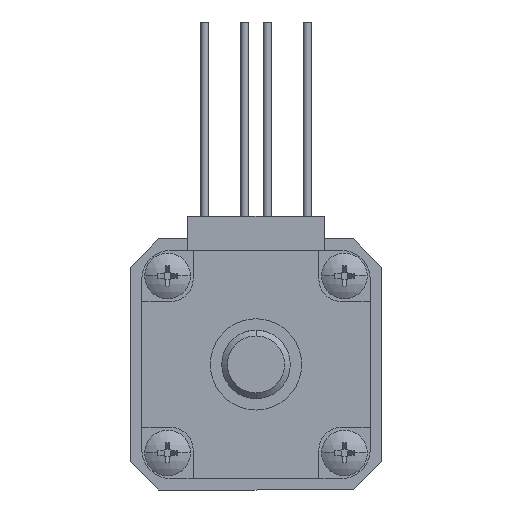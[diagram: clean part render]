
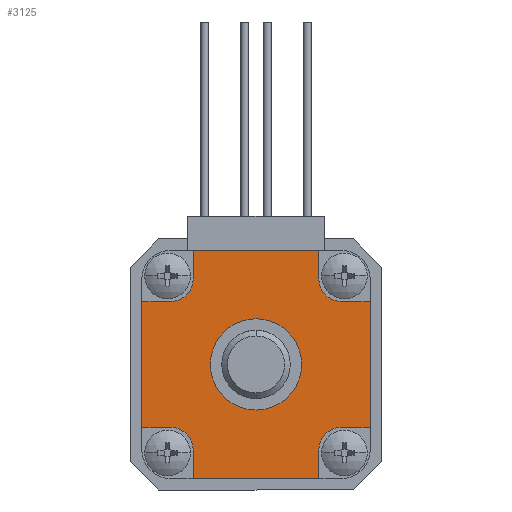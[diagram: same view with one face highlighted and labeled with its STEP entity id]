
A CAD part, front view. The second image highlights one B-rep face of the part: STEP entity #3125.
In plain terms, the highlighted planar face has unit normal (0, -1, 0).
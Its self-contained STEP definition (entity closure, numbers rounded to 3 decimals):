
#118 = DIRECTION ( 'NONE',  ( 0., 1., 0. ) ) ;
#144 = CARTESIAN_POINT ( 'NONE',  ( 10., 0., -5.5 ) ) ;
#209 = ORIENTED_EDGE ( 'NONE', *, *, #14100, .T. ) ;
#240 = EDGE_CURVE ( 'NONE', #14074, #3081, #6666, .T. ) ;
#551 = VERTEX_POINT ( 'NONE', #2926 ) ;
#568 = CARTESIAN_POINT ( 'NONE',  ( -7.5, 0., 7.5 ) ) ;
#777 = VECTOR ( 'NONE', #11983, 1000. ) ;
#928 = CARTESIAN_POINT ( 'NONE',  ( -10., 0., 7.5 ) ) ;
#960 = CARTESIAN_POINT ( 'NONE',  ( 0., 0., 4. ) ) ;
#984 = CARTESIAN_POINT ( 'NONE',  ( 5.5, 0., -7.5 ) ) ;
#1180 = AXIS2_PLACEMENT_3D ( 'NONE', #2073, #3160, #6297 ) ;
#1225 = EDGE_CURVE ( 'NONE', #4627, #4097, #15218, .T. ) ;
#1289 = VECTOR ( 'NONE', #18538, 1000. ) ;
#1299 = LINE ( 'NONE', #16571, #11886 ) ;
#1436 = VERTEX_POINT ( 'NONE', #4422 ) ;
#1502 = ORIENTED_EDGE ( 'NONE', *, *, #18213, .T. ) ;
#1808 = AXIS2_PLACEMENT_3D ( 'NONE', #1879, #118, #10658 ) ;
#1879 = CARTESIAN_POINT ( 'NONE',  ( 7.5, 0., 7.5 ) ) ;
#1936 = DIRECTION ( 'NONE',  ( 0., 0., -1. ) ) ;
#2073 = CARTESIAN_POINT ( 'NONE',  ( 0., 0., 0. ) ) ;
#2167 = DIRECTION ( 'NONE',  ( 0., 0., 1. ) ) ;
#2223 = FACE_BOUND ( 'NONE', #14309, .T. ) ;
#2382 = CARTESIAN_POINT ( 'NONE',  ( 5.5, 0., 10. ) ) ;
#2445 = LINE ( 'NONE', #18909, #14093 ) ;
#2785 = CARTESIAN_POINT ( 'NONE',  ( -7.5, 0., 7.5 ) ) ;
#2873 = CARTESIAN_POINT ( 'NONE',  ( -10., 0., -5.5 ) ) ;
#2926 = CARTESIAN_POINT ( 'NONE',  ( -7.5, 0., -5.5 ) ) ;
#3081 = VERTEX_POINT ( 'NONE', #15729 ) ;
#3125 = ADVANCED_FACE ( 'NONE', ( #2223, #8026 ), #14053, .F. ) ;
#3160 = DIRECTION ( 'NONE',  ( 0., 1., 0. ) ) ;
#3289 = CARTESIAN_POINT ( 'NONE',  ( 5.5, 0., -10. ) ) ;
#3536 = ORIENTED_EDGE ( 'NONE', *, *, #17130, .T. ) ;
#3690 = AXIS2_PLACEMENT_3D ( 'NONE', #4512, #10247, #17657 ) ;
#3948 = VERTEX_POINT ( 'NONE', #15391 ) ;
#4097 = VERTEX_POINT ( 'NONE', #14198 ) ;
#4422 = CARTESIAN_POINT ( 'NONE',  ( 7.5, 0., 5.5 ) ) ;
#4512 = CARTESIAN_POINT ( 'NONE',  ( -7.5, 0., -7.5 ) ) ;
#4549 = EDGE_CURVE ( 'NONE', #18118, #551, #18444, .T. ) ;
#4562 = VERTEX_POINT ( 'NONE', #5099 ) ;
#4622 = VECTOR ( 'NONE', #1936, 1000. ) ;
#4627 = VERTEX_POINT ( 'NONE', #984 ) ;
#4916 = CARTESIAN_POINT ( 'NONE',  ( 0., 0., 0. ) ) ;
#4940 = DIRECTION ( 'NONE',  ( 1., 0., 0. ) ) ;
#4952 = LINE ( 'NONE', #12457, #8529 ) ;
#5099 = CARTESIAN_POINT ( 'NONE',  ( 10., 0., -5.5 ) ) ;
#5275 = CARTESIAN_POINT ( 'NONE',  ( 0., 0., -4. ) ) ;
#5289 = VERTEX_POINT ( 'NONE', #2382 ) ;
#5386 = VERTEX_POINT ( 'NONE', #13846 ) ;
#5475 = VECTOR ( 'NONE', #4940, 1000. ) ;
#5518 = ORIENTED_EDGE ( 'NONE', *, *, #18609, .T. ) ;
#5984 = CARTESIAN_POINT ( 'NONE',  ( 5.5, 0., 7.5 ) ) ;
#6009 = DIRECTION ( 'NONE',  ( 0., 0., 1. ) ) ;
#6067 = CIRCLE ( 'NONE', #7638, 2. ) ;
#6125 = EDGE_CURVE ( 'NONE', #14074, #4627, #14358, .T. ) ;
#6297 = DIRECTION ( 'NONE',  ( 0., 0., 1. ) ) ;
#6314 = CARTESIAN_POINT ( 'NONE',  ( -5.5, 0., 7.5 ) ) ;
#6586 = DIRECTION ( 'NONE',  ( 0., 1., 0. ) ) ;
#6666 = LINE ( 'NONE', #8043, #6790 ) ;
#6676 = DIRECTION ( 'NONE',  ( 1., 0., 0. ) ) ;
#6767 = DIRECTION ( 'NONE',  ( -1., 0., 0. ) ) ;
#6790 = VECTOR ( 'NONE', #6767, 1000. ) ;
#6999 = VERTEX_POINT ( 'NONE', #6314 ) ;
#7042 = VERTEX_POINT ( 'NONE', #14503 ) ;
#7116 = LINE ( 'NONE', #928, #14527 ) ;
#7528 = EDGE_LOOP ( 'NONE', ( #12563, #11118, #13822, #13695, #18972, #3536, #7649, #12543, #13187, #9889, #18943, #17757, #209, #16496, #5518, #8748 ) ) ;
#7630 = LINE ( 'NONE', #10402, #777 ) ;
#7638 = AXIS2_PLACEMENT_3D ( 'NONE', #2785, #15095, #6009 ) ;
#7646 = AXIS2_PLACEMENT_3D ( 'NONE', #11442, #14685, #10256 ) ;
#7649 = ORIENTED_EDGE ( 'NONE', *, *, #8151, .T. ) ;
#7781 = LINE ( 'NONE', #18356, #10119 ) ;
#8026 = FACE_OUTER_BOUND ( 'NONE', #7528, .T. ) ;
#8043 = CARTESIAN_POINT ( 'NONE',  ( -7.5, 0., -10. ) ) ;
#8098 = CARTESIAN_POINT ( 'NONE',  ( -10., 0., 5.5 ) ) ;
#8151 = EDGE_CURVE ( 'NONE', #10973, #3081, #7781, .T. ) ;
#8438 = VERTEX_POINT ( 'NONE', #5984 ) ;
#8481 = CIRCLE ( 'NONE', #16386, 4. ) ;
#8529 = VECTOR ( 'NONE', #17191, 1000. ) ;
#8748 = ORIENTED_EDGE ( 'NONE', *, *, #15024, .F. ) ;
#9045 = AXIS2_PLACEMENT_3D ( 'NONE', #568, #11108, #9802 ) ;
#9418 = CARTESIAN_POINT ( 'NONE',  ( 5.5, 0., -7.5 ) ) ;
#9802 = DIRECTION ( 'NONE',  ( 0., 0., 1. ) ) ;
#9856 = VECTOR ( 'NONE', #6676, 1000. ) ;
#9889 = ORIENTED_EDGE ( 'NONE', *, *, #1225, .T. ) ;
#10119 = VECTOR ( 'NONE', #15678, 1000. ) ;
#10247 = DIRECTION ( 'NONE',  ( 0., 1., 0. ) ) ;
#10256 = DIRECTION ( 'NONE',  ( 0., 0., 1. ) ) ;
#10402 = CARTESIAN_POINT ( 'NONE',  ( -7.5, 0., 10. ) ) ;
#10658 = DIRECTION ( 'NONE',  ( 0., 0., -1. ) ) ;
#10851 = EDGE_CURVE ( 'NONE', #7042, #6999, #13886, .T. ) ;
#10973 = VERTEX_POINT ( 'NONE', #13197 ) ;
#11108 = DIRECTION ( 'NONE',  ( 0., 1., 0. ) ) ;
#11118 = ORIENTED_EDGE ( 'NONE', *, *, #16732, .T. ) ;
#11442 = CARTESIAN_POINT ( 'NONE',  ( 7.5, 0., -7.5 ) ) ;
#11570 = CIRCLE ( 'NONE', #1180, 4. ) ;
#11588 = EDGE_CURVE ( 'NONE', #16030, #15961, #8481, .T. ) ;
#11752 = DIRECTION ( 'NONE',  ( -1., 0., 0. ) ) ;
#11886 = VECTOR ( 'NONE', #11752, 1000. ) ;
#11983 = DIRECTION ( 'NONE',  ( 1., 0., 0. ) ) ;
#12324 = VECTOR ( 'NONE', #12682, 1000. ) ;
#12388 = CARTESIAN_POINT ( 'NONE',  ( 10., 0., 7.5 ) ) ;
#12457 = CARTESIAN_POINT ( 'NONE',  ( 10., 0., 5.5 ) ) ;
#12511 = CIRCLE ( 'NONE', #1808, 2. ) ;
#12543 = ORIENTED_EDGE ( 'NONE', *, *, #240, .F. ) ;
#12563 = ORIENTED_EDGE ( 'NONE', *, *, #10851, .T. ) ;
#12682 = DIRECTION ( 'NONE',  ( 0., 0., 1. ) ) ;
#12939 = DIRECTION ( 'NONE',  ( 0., 0., 1. ) ) ;
#13187 = ORIENTED_EDGE ( 'NONE', *, *, #6125, .T. ) ;
#13197 = CARTESIAN_POINT ( 'NONE',  ( -5.5, 0., -7.5 ) ) ;
#13695 = ORIENTED_EDGE ( 'NONE', *, *, #14227, .F. ) ;
#13822 = ORIENTED_EDGE ( 'NONE', *, *, #16759, .T. ) ;
#13846 = CARTESIAN_POINT ( 'NONE',  ( -7.5, 0., 5.5 ) ) ;
#13886 = LINE ( 'NONE', #14075, #1289 ) ;
#14052 = VERTEX_POINT ( 'NONE', #8098 ) ;
#14053 = PLANE ( 'NONE',  #9045 ) ;
#14074 = VERTEX_POINT ( 'NONE', #3289 ) ;
#14075 = CARTESIAN_POINT ( 'NONE',  ( -5.5, 0., 7.5 ) ) ;
#14093 = VECTOR ( 'NONE', #14267, 1000. ) ;
#14100 = EDGE_CURVE ( 'NONE', #3948, #1436, #4952, .T. ) ;
#14198 = CARTESIAN_POINT ( 'NONE',  ( 7.5, 0., -5.5 ) ) ;
#14227 = EDGE_CURVE ( 'NONE', #18118, #14052, #7116, .T. ) ;
#14267 = DIRECTION ( 'NONE',  ( 0., 0., 1. ) ) ;
#14309 = EDGE_LOOP ( 'NONE', ( #17932, #1502 ) ) ;
#14358 = LINE ( 'NONE', #9418, #12324 ) ;
#14503 = CARTESIAN_POINT ( 'NONE',  ( -5.5, 0., 10. ) ) ;
#14527 = VECTOR ( 'NONE', #12939, 1000. ) ;
#14685 = DIRECTION ( 'NONE',  ( 0., 1., 0. ) ) ;
#15024 = EDGE_CURVE ( 'NONE', #7042, #5289, #7630, .T. ) ;
#15095 = DIRECTION ( 'NONE',  ( 0., 1., 0. ) ) ;
#15218 = CIRCLE ( 'NONE', #7646, 2. ) ;
#15359 = EDGE_CURVE ( 'NONE', #4097, #4562, #15394, .T. ) ;
#15391 = CARTESIAN_POINT ( 'NONE',  ( 10., 0., 5.5 ) ) ;
#15394 = LINE ( 'NONE', #144, #5475 ) ;
#15435 = LINE ( 'NONE', #12388, #4622 ) ;
#15565 = CARTESIAN_POINT ( 'NONE',  ( -10., 0., -5.5 ) ) ;
#15678 = DIRECTION ( 'NONE',  ( 0., 0., -1. ) ) ;
#15729 = CARTESIAN_POINT ( 'NONE',  ( -5.5, 0., -10. ) ) ;
#15961 = VERTEX_POINT ( 'NONE', #960 ) ;
#16030 = VERTEX_POINT ( 'NONE', #5275 ) ;
#16386 = AXIS2_PLACEMENT_3D ( 'NONE', #4916, #6586, #2167 ) ;
#16496 = ORIENTED_EDGE ( 'NONE', *, *, #16975, .T. ) ;
#16571 = CARTESIAN_POINT ( 'NONE',  ( -10., 0., 5.5 ) ) ;
#16732 = EDGE_CURVE ( 'NONE', #6999, #5386, #6067, .T. ) ;
#16759 = EDGE_CURVE ( 'NONE', #5386, #14052, #1299, .T. ) ;
#16975 = EDGE_CURVE ( 'NONE', #1436, #8438, #12511, .T. ) ;
#17130 = EDGE_CURVE ( 'NONE', #551, #10973, #19444, .T. ) ;
#17191 = DIRECTION ( 'NONE',  ( -1., 0., 0. ) ) ;
#17657 = DIRECTION ( 'NONE',  ( 0., 0., -1. ) ) ;
#17757 = ORIENTED_EDGE ( 'NONE', *, *, #19289, .F. ) ;
#17932 = ORIENTED_EDGE ( 'NONE', *, *, #11588, .T. ) ;
#18118 = VERTEX_POINT ( 'NONE', #2873 ) ;
#18213 = EDGE_CURVE ( 'NONE', #15961, #16030, #11570, .T. ) ;
#18356 = CARTESIAN_POINT ( 'NONE',  ( -5.5, 0., -7.5 ) ) ;
#18444 = LINE ( 'NONE', #15565, #9856 ) ;
#18538 = DIRECTION ( 'NONE',  ( 0., 0., -1. ) ) ;
#18609 = EDGE_CURVE ( 'NONE', #8438, #5289, #2445, .T. ) ;
#18909 = CARTESIAN_POINT ( 'NONE',  ( 5.5, 0., 7.5 ) ) ;
#18943 = ORIENTED_EDGE ( 'NONE', *, *, #15359, .T. ) ;
#18972 = ORIENTED_EDGE ( 'NONE', *, *, #4549, .T. ) ;
#19289 = EDGE_CURVE ( 'NONE', #3948, #4562, #15435, .T. ) ;
#19444 = CIRCLE ( 'NONE', #3690, 2. ) ;
